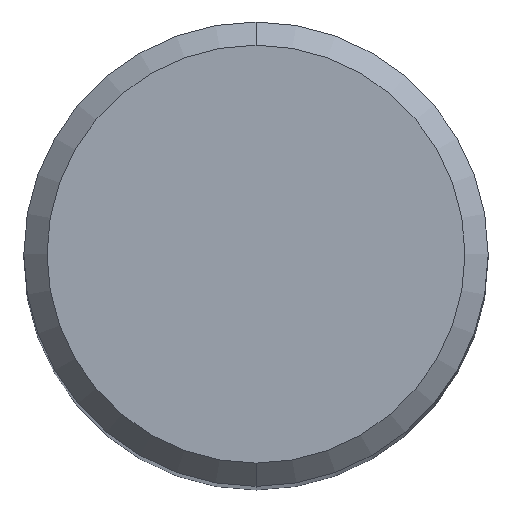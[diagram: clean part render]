
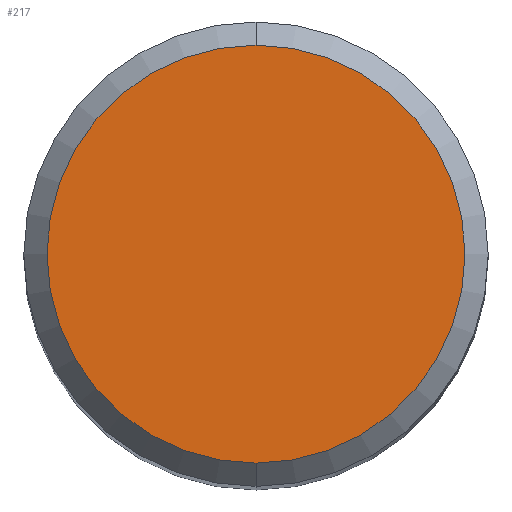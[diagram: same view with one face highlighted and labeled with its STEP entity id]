
A CAD part, top view. The second image highlights one B-rep face of the part: STEP entity #217.
In plain terms, the highlighted planar face has unit normal (0, 0, 1).
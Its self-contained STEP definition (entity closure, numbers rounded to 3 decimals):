
#99=EDGE_CURVE('',#141,#229,#250,.T.);
#141=VERTEX_POINT('',#295);
#217=ADVANCED_FACE('',(#382),#383,.T.);
#223=EDGE_CURVE('',#229,#141,#390,.T.);
#229=VERTEX_POINT('',#397);
#250=CIRCLE('',#411,4.5);
#295=CARTESIAN_POINT('',(0.,-4.5,0.0));
#382=FACE_OUTER_BOUND('',#579,.T.);
#383=PLANE('',#580);
#390=CIRCLE('',#590,4.5);
#397=CARTESIAN_POINT('',(0.0,4.5,0.0));
#411=AXIS2_PLACEMENT_3D('',#601,#602,#603);
#579=EDGE_LOOP('',(#767,#768));
#580=AXIS2_PLACEMENT_3D('',#769,#770,#771);
#590=AXIS2_PLACEMENT_3D('',#781,#782,#783);
#601=CARTESIAN_POINT('',(0.0,0.0,0.0));
#602=DIRECTION('',(0.0,0.0,-1.0));
#603=DIRECTION('',(0.0,1.0,0.0));
#767=ORIENTED_EDGE('',*,*,#223,.F.);
#768=ORIENTED_EDGE('',*,*,#99,.F.);
#769=CARTESIAN_POINT('',(0.0,2.25,0.0));
#770=DIRECTION('',(-0.0,0.0,1.0));
#771=DIRECTION('',(0.0,-1.0,0.0));
#781=CARTESIAN_POINT('',(0.0,0.0,0.0));
#782=DIRECTION('',(0.0,0.0,-1.0));
#783=DIRECTION('',(0.0,1.0,0.0));
